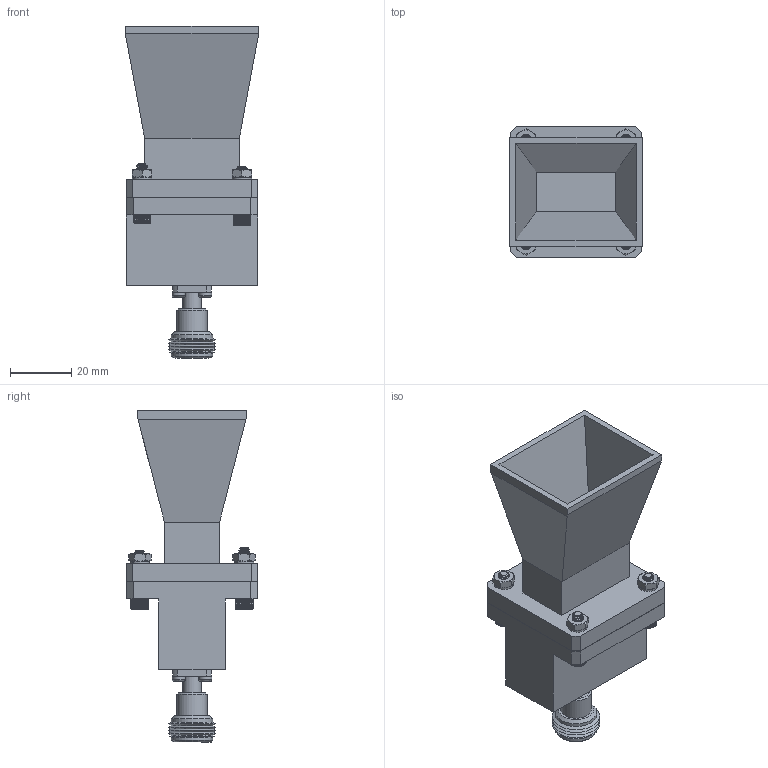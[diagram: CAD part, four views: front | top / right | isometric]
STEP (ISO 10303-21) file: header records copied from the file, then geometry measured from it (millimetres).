
FILE_DESCRIPTION (( 'STEP AP214' ), '1' );
FILE_NAME ('PEWAN102-10ELNF_3D.STEP', '2022-01-25T16:44:40', ( '' ), ( '' ), 'SwSTEP 2.0', 'SolidWorks 2021', '' );
FILE_SCHEMA (( 'AUTOMOTIVE_DESIGN' ));
Length unit declared in the file: inch
Products named in the file (11): Copy of con screw^Copy of PE9869_endlaunch NF con_PE9869; Copy of Connector_NF PE9869^Copy of PE9869_endlaunch NF con_PE9869; PE9869; Copy of PE9869_Body^PE9869; 6-32SH-HXx.625_92196A150; 6-32HN-NARROW_90730A007; PEWAN102-10ELNF_3D; Copy of PE9869_endlaunch NF con^PE9869; Copy of N-PANEL^Copy of PE9869_endlaunch NF con_PE9869; 6-LW; PEWAN102-10
Assembly tree (22 placements, depth 4):
  PEWAN102-10ELNF_3D
    6-32SH-HXx.625_92196A150  x4
    6-LW  x4
    PE9869
      Copy of PE9869_Body^PE9869
      Copy of PE9869_endlaunch NF con^PE9869
        Copy of con screw^Copy of PE9869_endlaunch NF con_PE9869  x4
        Copy of Connector_NF PE9869^Copy of PE9869_endlaunch NF con_PE9869
        Copy of N-PANEL^Copy of PE9869_endlaunch NF con_PE9869
    PEWAN102-10
    6-32HN-NARROW_90730A007  x4
Bounding box: 43.27 x 42.88 x 108.2 mm (x, y, z)
Volume: 48916.5 mm3; surface area: 30451.1 mm2
Topology: 20 solids, 20 shells, 1128 faces, 2595 edges, 1528 vertices
Faces by surface type: plane 693, cone 346, cylinder 65, bspline 24
Full cylindrical faces by diameter (mm): 1.7 x1, 2.7 x4, 3.04 x1, 3.939 x1, 4 x1, 4.3 x4, 4.318 x4, 4.35 x4, 6 x1, 7 x1, 10 x1, 13.5 x2
Entity records: 13983 total; most frequent: CARTESIAN_POINT 5364, ORIENTED_EDGE 1594, DIRECTION 1444, EDGE_CURVE 797, AXIS2_PLACEMENT_3D 553, VERTEX_POINT 505, EDGE_LOOP 448, FACE_OUTER_BOUND 386
